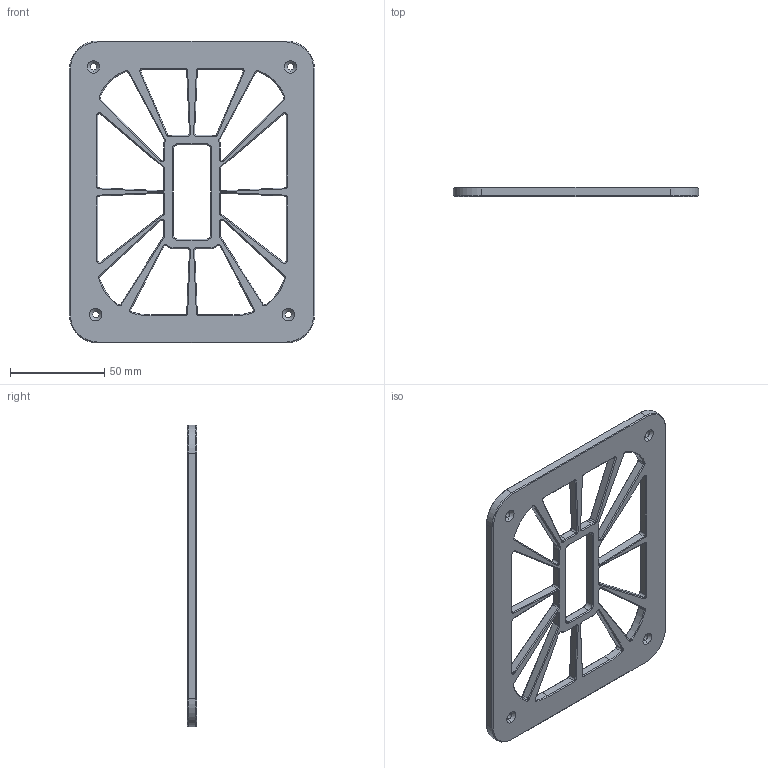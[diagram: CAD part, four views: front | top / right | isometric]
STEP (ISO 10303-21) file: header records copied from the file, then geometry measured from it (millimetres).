
FILE_DESCRIPTION (( 'STEP AP214' ), '1' );
FILE_NAME ('computer_top.STEP', '2023-05-01T22:47:13', ( '' ), ( '' ), 'SwSTEP 2.0', 'SolidWorks 2021', '' );
FILE_SCHEMA (( 'AUTOMOTIVE_DESIGN' ));
Length unit declared in the file: millimetre
Products named in the file (1): computer_top
Bounding box: 130 x 5 x 160 mm (x, y, z)
Volume: 53414 mm3; surface area: 31232.9 mm2
Topology: 1 solids, 1 shells, 496 faces, 1188 edges, 706 vertices
Faces by surface type: plane 208, cone 164, cylinder 86, bspline 38
Entity records: 16204 total; most frequent: CARTESIAN_POINT 4685, ORIENTED_EDGE 2376, DIRECTION 2376, EDGE_CURVE 1188, AXIS2_PLACEMENT_3D 805, LINE 766, VECTOR 766, VERTEX_POINT 706
